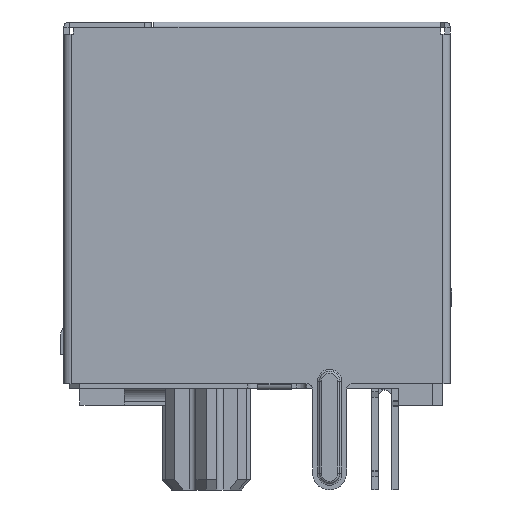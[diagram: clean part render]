
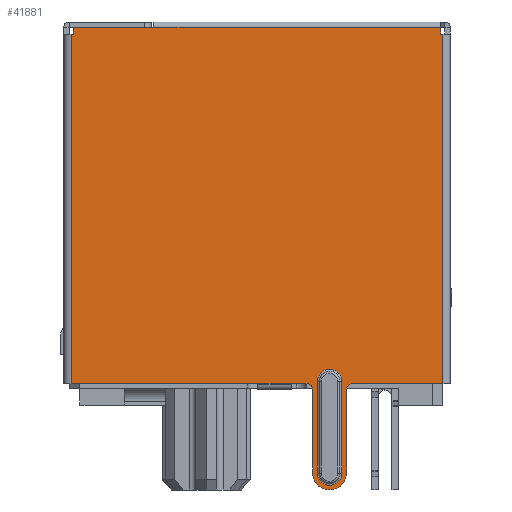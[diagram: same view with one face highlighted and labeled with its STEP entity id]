
A CAD part, left-side view. The second image highlights one B-rep face of the part: STEP entity #41881.
In plain terms, the highlighted planar face has unit normal (-1, 0, 0).
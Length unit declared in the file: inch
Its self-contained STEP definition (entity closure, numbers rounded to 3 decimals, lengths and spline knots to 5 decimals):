
#37155=DIRECTION('',(0.,0.,-1.));
#37156=VECTOR('',#37155,0.515);
#37157=CARTESIAN_POINT('',(-0.31,0.,-0.007));
#37158=LINE('',#37157,#37156);
#37168=DIRECTION('',(0.,-1.,0.));
#37169=VECTOR('',#37168,0.05);
#37170=CARTESIAN_POINT('',(-0.31,-0.275,-0.522));
#37171=LINE('',#37170,#37169);
#37172=DIRECTION('',(0.,-1.,0.));
#37173=VECTOR('',#37172,0.003);
#37174=CARTESIAN_POINT('',(-0.31,0.,-0.007));
#37175=LINE('',#37174,#37173);
#37176=DIRECTION('',(0.,0.,-1.));
#37177=VECTOR('',#37176,0.01);
#37178=CARTESIAN_POINT('',(-0.31,-0.003,0.003));
#37179=LINE('',#37178,#37177);
#37180=DIRECTION('',(0.,0.,-1.));
#37181=VECTOR('',#37180,0.01);
#37182=CARTESIAN_POINT('',(-0.31,-0.545,0.003));
#37183=LINE('',#37182,#37181);
#37184=DIRECTION('',(0.,1.,0.));
#37185=VECTOR('',#37184,0.003);
#37186=CARTESIAN_POINT('',(-0.31,-0.548,-0.007));
#37187=LINE('',#37186,#37185);
#37188=DIRECTION('',(0.,0.,1.));
#37189=VECTOR('',#37188,0.122);
#37190=CARTESIAN_POINT('',(-0.31,-0.406,-0.654));
#37191=LINE('',#37190,#37189);
#37192=CARTESIAN_POINT('',(-0.31,-0.381,-0.654));
#37193=DIRECTION('',(-1.,0.,0.));
#37194=DIRECTION('',(0.,1.,0.));
#37195=AXIS2_PLACEMENT_3D('',#37192,#37193,#37194);
#37197=DIRECTION('',(0.,0.,-1.));
#37198=VECTOR('',#37197,0.122);
#37199=CARTESIAN_POINT('',(-0.31,-0.356,-0.532));
#37200=LINE('',#37199,#37198);
#37315=DIRECTION('',(0.,1.,0.));
#37316=VECTOR('',#37315,0.021);
#37317=CARTESIAN_POINT('',(-0.31,-0.346,-0.522));
#37318=LINE('',#37317,#37316);
#37356=CARTESIAN_POINT('',(-0.31,-0.346,-0.532));
#37357=DIRECTION('',(1.,0.,0.));
#37358=DIRECTION('',(0.,0.,1.));
#37359=AXIS2_PLACEMENT_3D('',#37356,#37357,#37358);
#37382=CARTESIAN_POINT('',(-0.31,-0.416,-0.532));
#37383=DIRECTION('',(1.,0.,0.));
#37384=DIRECTION('',(0.,1.,0.));
#37385=AXIS2_PLACEMENT_3D('',#37382,#37383,#37384);
#37396=DIRECTION('',(0.,1.,0.));
#37397=VECTOR('',#37396,0.132);
#37398=CARTESIAN_POINT('',(-0.31,-0.548,-0.522));
#37399=LINE('',#37398,#37397);
#37444=DIRECTION('',(0.,0.,-1.));
#37445=VECTOR('',#37444,0.515);
#37446=CARTESIAN_POINT('',(-0.31,-0.548,-0.007));
#37447=LINE('',#37446,#37445);
#37983=DIRECTION('',(0.,-1.,0.));
#37984=VECTOR('',#37983,0.423);
#37985=CARTESIAN_POINT('',(-0.31,-0.122,0.003));
#37986=LINE('',#37985,#37984);
#38392=DIRECTION('',(0.,1.,0.));
#38393=VECTOR('',#38392,0.119);
#38394=CARTESIAN_POINT('',(-0.31,-0.122,0.003));
#38395=LINE('',#38394,#38393);
#40180=DIRECTION('',(0.,1.,0.));
#40181=VECTOR('',#40180,0.275);
#40182=CARTESIAN_POINT('',(-0.31,-0.275,-0.522));
#40183=LINE('',#40182,#40181);
#40324=DIRECTION('',(0.,0.,1.));
#40325=VECTOR('',#40324,0.135);
#40326=CARTESIAN_POINT('',(-0.31,-0.399,-0.654));
#40327=LINE('',#40326,#40325);
#40337=CARTESIAN_POINT('',(-0.31,-0.381,-0.654));
#40338=DIRECTION('',(-1.,0.,0.));
#40339=DIRECTION('',(0.,1.,0.));
#40340=AXIS2_PLACEMENT_3D('',#40337,#40338,#40339);
#40352=DIRECTION('',(0.,0.,-1.));
#40353=VECTOR('',#40352,0.135);
#40354=CARTESIAN_POINT('',(-0.31,-0.363,-0.519));
#40355=LINE('',#40354,#40353);
#40365=CARTESIAN_POINT('',(-0.31,-0.381,-0.519));
#40366=DIRECTION('',(-1.,0.,0.));
#40367=DIRECTION('',(0.,-1.,0.));
#40368=AXIS2_PLACEMENT_3D('',#40365,#40366,#40367);
#40514=CARTESIAN_POINT('',(-0.31,-0.548,-0.007));
#40515=CARTESIAN_POINT('',(-0.31,-0.545,-0.007));
#40516=VERTEX_POINT('',#40514);
#40517=VERTEX_POINT('',#40515);
#40518=CARTESIAN_POINT('',(-0.31,-0.545,0.003));
#40519=VERTEX_POINT('',#40518);
#40520=CARTESIAN_POINT('',(-0.31,-0.003,0.003));
#40521=CARTESIAN_POINT('',(-0.31,-0.003,-0.007));
#40522=VERTEX_POINT('',#40520);
#40523=VERTEX_POINT('',#40521);
#40524=CARTESIAN_POINT('',(-0.31,0.,-0.007));
#40525=VERTEX_POINT('',#40524);
#40556=CARTESIAN_POINT('',(-0.31,0.,-0.522));
#40557=VERTEX_POINT('',#40556);
#40566=CARTESIAN_POINT('',(-0.31,-0.548,-0.522));
#40567=VERTEX_POINT('',#40566);
#40604=CARTESIAN_POINT('',(-0.31,-0.122,0.003));
#40605=VERTEX_POINT('',#40604);
#40638=CARTESIAN_POINT('',(-0.31,-0.356,-0.654));
#40639=CARTESIAN_POINT('',(-0.31,-0.406,-0.654));
#40640=VERTEX_POINT('',#40638);
#40641=VERTEX_POINT('',#40639);
#40662=CARTESIAN_POINT('',(-0.31,-0.399,-0.654));
#40663=CARTESIAN_POINT('',(-0.31,-0.399,-0.519));
#40664=VERTEX_POINT('',#40662);
#40665=VERTEX_POINT('',#40663);
#40670=CARTESIAN_POINT('',(-0.31,-0.363,-0.519));
#40671=VERTEX_POINT('',#40670);
#40674=CARTESIAN_POINT('',(-0.31,-0.363,-0.654));
#40675=VERTEX_POINT('',#40674);
#41260=CARTESIAN_POINT('',(-0.31,-0.406,-0.532));
#41262=VERTEX_POINT('',#41260);
#41264=CARTESIAN_POINT('',(-0.31,-0.416,-0.522));
#41266=VERTEX_POINT('',#41264);
#41268=CARTESIAN_POINT('',(-0.31,-0.346,-0.522));
#41270=VERTEX_POINT('',#41268);
#41272=CARTESIAN_POINT('',(-0.31,-0.356,-0.532));
#41274=VERTEX_POINT('',#41272);
#41324=CARTESIAN_POINT('',(-0.31,-0.275,-0.522));
#41325=VERTEX_POINT('',#41324);
#41326=CARTESIAN_POINT('',(-0.31,-0.325,-0.522));
#41327=VERTEX_POINT('',#41326);
#41831=CARTESIAN_POINT('',(-0.31,-0.551,0.003));
#41832=DIRECTION('',(1.,0.,0.));
#41833=DIRECTION('',(0.,1.,0.));
#41834=AXIS2_PLACEMENT_3D('',#41831,#41832,#41833);
#41835=PLANE('',#41834);
#41837=ORIENTED_EDGE('',*,*,#41836,.F.);
#41839=ORIENTED_EDGE('',*,*,#41838,.T.);
#41840=ORIENTED_EDGE('',*,*,#41823,.F.);
#41842=ORIENTED_EDGE('',*,*,#41841,.T.);
#41844=ORIENTED_EDGE('',*,*,#41843,.F.);
#41846=ORIENTED_EDGE('',*,*,#41845,.F.);
#41848=ORIENTED_EDGE('',*,*,#41847,.T.);
#41850=ORIENTED_EDGE('',*,*,#41849,.T.);
#41852=ORIENTED_EDGE('',*,*,#41851,.F.);
#41854=ORIENTED_EDGE('',*,*,#41853,.T.);
#41856=ORIENTED_EDGE('',*,*,#41855,.T.);
#41858=ORIENTED_EDGE('',*,*,#41857,.F.);
#41860=ORIENTED_EDGE('',*,*,#41859,.F.);
#41862=ORIENTED_EDGE('',*,*,#41861,.F.);
#41864=ORIENTED_EDGE('',*,*,#41863,.F.);
#41866=ORIENTED_EDGE('',*,*,#41865,.F.);
#41868=ORIENTED_EDGE('',*,*,#41867,.T.);
#41869=EDGE_LOOP('',(#41837,#41839,#41840,#41842,#41844,#41846,#41848,#41850,
#41852,#41854,#41856,#41858,#41860,#41862,#41864,#41866,#41868));
#41870=FACE_OUTER_BOUND('',#41869,.F.);
#41872=ORIENTED_EDGE('',*,*,#41871,.T.);
#41874=ORIENTED_EDGE('',*,*,#41873,.T.);
#41876=ORIENTED_EDGE('',*,*,#41875,.T.);
#41878=ORIENTED_EDGE('',*,*,#41877,.T.);
#41879=EDGE_LOOP('',(#41872,#41874,#41876,#41878));
#41880=FACE_BOUND('',#41879,.F.);
#41881=ADVANCED_FACE('',(#41870,#41880),#41835,.F.);
#37196=CIRCLE('',#37195,0.025);
#37360=CIRCLE('',#37359,0.01);
#37386=CIRCLE('',#37385,0.01);
#40341=CIRCLE('',#40340,0.018);
#40369=CIRCLE('',#40368,0.018);
#41823=EDGE_CURVE('',#40525,#40557,#37158,.T.);
#41836=EDGE_CURVE('',#41325,#41327,#37171,.T.);
#41838=EDGE_CURVE('',#41325,#40557,#40183,.T.);
#41841=EDGE_CURVE('',#40525,#40523,#37175,.T.);
#41843=EDGE_CURVE('',#40522,#40523,#37179,.T.);
#41845=EDGE_CURVE('',#40605,#40522,#38395,.T.);
#41847=EDGE_CURVE('',#40605,#40519,#37986,.T.);
#41849=EDGE_CURVE('',#40519,#40517,#37183,.T.);
#41851=EDGE_CURVE('',#40516,#40517,#37187,.T.);
#41853=EDGE_CURVE('',#40516,#40567,#37447,.T.);
#41855=EDGE_CURVE('',#40567,#41266,#37399,.T.);
#41857=EDGE_CURVE('',#41262,#41266,#37386,.T.);
#41859=EDGE_CURVE('',#40641,#41262,#37191,.T.);
#41861=EDGE_CURVE('',#40640,#40641,#37196,.T.);
#41863=EDGE_CURVE('',#41274,#40640,#37200,.T.);
#41865=EDGE_CURVE('',#41270,#41274,#37360,.T.);
#41867=EDGE_CURVE('',#41270,#41327,#37318,.T.);
#41871=EDGE_CURVE('',#40664,#40665,#40327,.T.);
#41873=EDGE_CURVE('',#40665,#40671,#40369,.T.);
#41875=EDGE_CURVE('',#40671,#40675,#40355,.T.);
#41877=EDGE_CURVE('',#40675,#40664,#40341,.T.);
